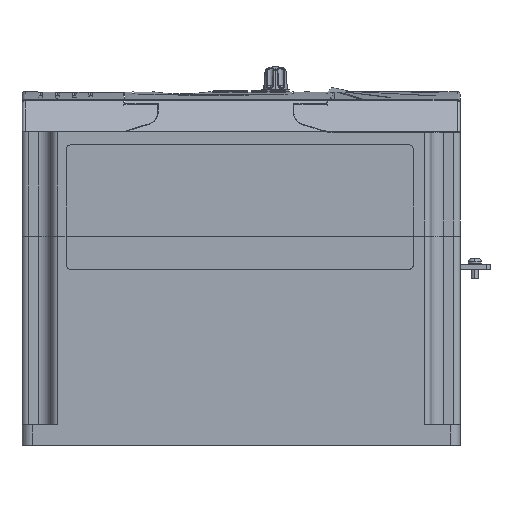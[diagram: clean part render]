
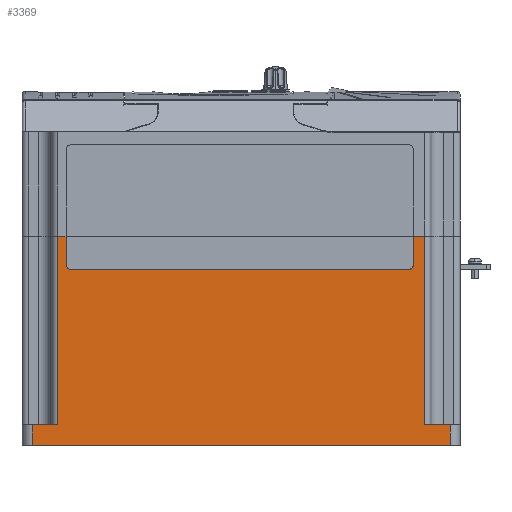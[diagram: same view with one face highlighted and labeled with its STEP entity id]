
A CAD part, left-side view. The second image highlights one B-rep face of the part: STEP entity #3369.
In plain terms, the highlighted planar face has unit normal (-1, 0, 0).
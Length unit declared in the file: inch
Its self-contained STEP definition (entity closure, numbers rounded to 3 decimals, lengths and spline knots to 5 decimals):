
#291 = CARTESIAN_POINT ( 'NONE',  ( -2.46, 3.625, -3.00547 ) ) ;
#326 = DIRECTION ( 'NONE',  ( 0., 0., -1. ) ) ;
#655 = CARTESIAN_POINT ( 'NONE',  ( -2.46, 3.625, 1.13 ) ) ;
#815 = LINE ( 'NONE', #37863, #24387 ) ;
#1289 = DIRECTION ( 'NONE',  ( 0., 0., 1. ) ) ;
#1338 = DIRECTION ( 'NONE',  ( 0., 0., -1. ) ) ;
#1865 = DIRECTION ( 'NONE',  ( 0., 0., -1. ) ) ;
#1934 = ORIENTED_EDGE ( 'NONE', *, *, #17271, .T. ) ;
#2397 = LINE ( 'NONE', #6870, #34082 ) ;
#2916 = VERTEX_POINT ( 'NONE', #4602 ) ;
#3023 = VECTOR ( 'NONE', #4275, 39.37008 ) ;
#3369 = ADVANCED_FACE ( 'NONE', ( #32514 ), #26176, .F. ) ;
#3814 = ORIENTED_EDGE ( 'NONE', *, *, #7385, .T. ) ;
#3943 = EDGE_CURVE ( 'NONE', #6675, #5947, #33471, .T. ) ;
#4030 = VECTOR ( 'NONE', #29424, 39.37008 ) ;
#4275 = DIRECTION ( 'NONE',  ( 0., 0., -1. ) ) ;
#4342 = EDGE_LOOP ( 'NONE', ( #38789, #30655, #14382, #18539, #36939, #36041, #28425, #12765, #11161, #16036, #20742, #33702, #4714, #13370, #3814, #1934, #11333, #25123 ) ) ;
#4564 = VECTOR ( 'NONE', #37822, 39.37008 ) ;
#4602 = CARTESIAN_POINT ( 'NONE',  ( -2.46, 3.625, -2.6 ) ) ;
#4714 = ORIENTED_EDGE ( 'NONE', *, *, #29494, .F. ) ;
#5263 = VECTOR ( 'NONE', #6489, 39.37008 ) ;
#5385 = EDGE_CURVE ( 'NONE', #30865, #35499, #36692, .T. ) ;
#5947 = VERTEX_POINT ( 'NONE', #39037 ) ;
#6177 = CARTESIAN_POINT ( 'NONE',  ( -2.46, 4.33, -3.00547 ) ) ;
#6489 = DIRECTION ( 'NONE',  ( 0., 1., 0. ) ) ;
#6531 = DIRECTION ( 'NONE',  ( 0., 0., -1. ) ) ;
#6675 = VERTEX_POINT ( 'NONE', #31037 ) ;
#6752 = VECTOR ( 'NONE', #15028, 39.37008 ) ;
#6870 = CARTESIAN_POINT ( 'NONE',  ( -2.46, -3.40487, -3.00547 ) ) ;
#7113 = CARTESIAN_POINT ( 'NONE',  ( -2.46, -3.75, -3.00447 ) ) ;
#7385 = EDGE_CURVE ( 'NONE', #2916, #36979, #19962, .T. ) ;
#7924 = EDGE_CURVE ( 'NONE', #27862, #21677, #8387, .T. ) ;
#7983 = CARTESIAN_POINT ( 'NONE',  ( -2.46, 3.35955, 0.4695 ) ) ;
#8387 = LINE ( 'NONE', #14740, #24704 ) ;
#9102 = VECTOR ( 'NONE', #13196, 39.37008 ) ;
#9270 = EDGE_CURVE ( 'NONE', #9681, #18553, #11193, .T. ) ;
#9340 = LINE ( 'NONE', #21873, #17494 ) ;
#9681 = VERTEX_POINT ( 'NONE', #32140 ) ;
#9720 = CARTESIAN_POINT ( 'NONE',  ( -2.46, -3.75, -3.00547 ) ) ;
#10016 = CARTESIAN_POINT ( 'NONE',  ( -2.46, -4.13, -2.6 ) ) ;
#10198 = CARTESIAN_POINT ( 'NONE',  ( -2.46, 4.33, -2.6 ) ) ;
#10320 = EDGE_CURVE ( 'NONE', #25018, #18613, #31253, .T. ) ;
#10511 = CARTESIAN_POINT ( 'NONE',  ( -2.46, -3.625, -2.6 ) ) ;
#10765 = CARTESIAN_POINT ( 'NONE',  ( -2.46, 4.33, -3.00547 ) ) ;
#11161 = ORIENTED_EDGE ( 'NONE', *, *, #10320, .T. ) ;
#11193 = LINE ( 'NONE', #13416, #3023 ) ;
#11333 = ORIENTED_EDGE ( 'NONE', *, *, #26165, .F. ) ;
#12001 = CARTESIAN_POINT ( 'NONE',  ( -2.46, 4.33, 1.13 ) ) ;
#12170 = LINE ( 'NONE', #12001, #35695 ) ;
#12588 = AXIS2_PLACEMENT_3D ( 'NONE', #38153, #19773, #1338 ) ;
#12765 = ORIENTED_EDGE ( 'NONE', *, *, #35406, .F. ) ;
#12811 = LINE ( 'NONE', #6177, #20005 ) ;
#12959 = CARTESIAN_POINT ( 'NONE',  ( -2.46, -4.13, -3.00447 ) ) ;
#13196 = DIRECTION ( 'NONE',  ( 0., 0., 1. ) ) ;
#13370 = ORIENTED_EDGE ( 'NONE', *, *, #28419, .T. ) ;
#13416 = CARTESIAN_POINT ( 'NONE',  ( -2.46, 3.75, -3.00547 ) ) ;
#14104 = CARTESIAN_POINT ( 'NONE',  ( -2.46, -3.75, -3.00547 ) ) ;
#14145 = EDGE_CURVE ( 'NONE', #21248, #25748, #27159, .T. ) ;
#14382 = ORIENTED_EDGE ( 'NONE', *, *, #20076, .F. ) ;
#14506 = VERTEX_POINT ( 'NONE', #22434 ) ;
#14740 = CARTESIAN_POINT ( 'NONE',  ( -2.46, 4.33, 1.13 ) ) ;
#15028 = DIRECTION ( 'NONE',  ( 0., 0., 1. ) ) ;
#16036 = ORIENTED_EDGE ( 'NONE', *, *, #27065, .T. ) ;
#16173 = CARTESIAN_POINT ( 'NONE',  ( -2.46, -4.13, -3.00547 ) ) ;
#17033 = CARTESIAN_POINT ( 'NONE',  ( -2.46, 3.45955, 1.13 ) ) ;
#17260 = LINE ( 'NONE', #31569, #9102 ) ;
#17271 = EDGE_CURVE ( 'NONE', #36979, #14506, #9340, .T. ) ;
#17494 = VECTOR ( 'NONE', #326, 39.37008 ) ;
#18535 = LINE ( 'NONE', #291, #33878 ) ;
#18539 = ORIENTED_EDGE ( 'NONE', *, *, #29708, .T. ) ;
#18553 = VERTEX_POINT ( 'NONE', #23540 ) ;
#18613 = VERTEX_POINT ( 'NONE', #24491 ) ;
#18996 = VECTOR ( 'NONE', #38827, 39.37008 ) ;
#19643 = VERTEX_POINT ( 'NONE', #17033 ) ;
#19705 = DIRECTION ( 'NONE',  ( 1., 0., 0. ) ) ;
#19773 = DIRECTION ( 'NONE',  ( 1., 0., 0. ) ) ;
#19962 = LINE ( 'NONE', #10198, #4564 ) ;
#20002 = CARTESIAN_POINT ( 'NONE',  ( -2.46, -3.40487, 0.5695 ) ) ;
#20005 = VECTOR ( 'NONE', #27658, 39.37008 ) ;
#20076 = EDGE_CURVE ( 'NONE', #26934, #35499, #28789, .T. ) ;
#20304 = DIRECTION ( 'NONE',  ( 1., 0., 0. ) ) ;
#20469 = CARTESIAN_POINT ( 'NONE',  ( -2.46, 4.33, -2.6 ) ) ;
#20742 = ORIENTED_EDGE ( 'NONE', *, *, #3943, .T. ) ;
#21248 = VERTEX_POINT ( 'NONE', #10511 ) ;
#21677 = VERTEX_POINT ( 'NONE', #31548 ) ;
#21873 = CARTESIAN_POINT ( 'NONE',  ( -2.46, 4.13, -3.00547 ) ) ;
#22271 = CARTESIAN_POINT ( 'NONE',  ( -2.46, -3.40487, 1.13 ) ) ;
#22434 = CARTESIAN_POINT ( 'NONE',  ( -2.46, 4.13, -3.00447 ) ) ;
#22939 = DIRECTION ( 'NONE',  ( 0., 1., 0. ) ) ;
#23043 = LINE ( 'NONE', #39592, #6752 ) ;
#23540 = CARTESIAN_POINT ( 'NONE',  ( -2.46, 3.75, -3.00547 ) ) ;
#23781 = VECTOR ( 'NONE', #29458, 39.37008 ) ;
#24387 = VECTOR ( 'NONE', #22939, 39.37008 ) ;
#24491 = CARTESIAN_POINT ( 'NONE',  ( -2.46, -3.30487, 0.4695 ) ) ;
#24704 = VECTOR ( 'NONE', #36209, 39.37008 ) ;
#24861 = CARTESIAN_POINT ( 'NONE',  ( -2.46, 4.33, -3.00447 ) ) ;
#25018 = VERTEX_POINT ( 'NONE', #20002 ) ;
#25123 = ORIENTED_EDGE ( 'NONE', *, *, #9270, .T. ) ;
#25373 = EDGE_CURVE ( 'NONE', #5947, #19643, #23043, .T. ) ;
#25748 = VERTEX_POINT ( 'NONE', #10016 ) ;
#25815 = AXIS2_PLACEMENT_3D ( 'NONE', #38103, #19705, #1289 ) ;
#26165 = EDGE_CURVE ( 'NONE', #9681, #14506, #815, .T. ) ;
#26176 = PLANE ( 'NONE',  #30711 ) ;
#26934 = VERTEX_POINT ( 'NONE', #12959 ) ;
#27065 = EDGE_CURVE ( 'NONE', #18613, #6675, #30976, .T. ) ;
#27159 = LINE ( 'NONE', #20469, #18996 ) ;
#27466 = DIRECTION ( 'NONE',  ( 0., -1., 0. ) ) ;
#27658 = DIRECTION ( 'NONE',  ( 0., -1., 0. ) ) ;
#27862 = VERTEX_POINT ( 'NONE', #22271 ) ;
#28318 = DIRECTION ( 'NONE',  ( 0., 0., 1. ) ) ;
#28419 = EDGE_CURVE ( 'NONE', #37230, #2916, #18535, .T. ) ;
#28425 = ORIENTED_EDGE ( 'NONE', *, *, #7924, .F. ) ;
#28511 = DIRECTION ( 'NONE',  ( 0., 0., 1. ) ) ;
#28789 = LINE ( 'NONE', #24861, #5263 ) ;
#28967 = VECTOR ( 'NONE', #28511, 39.37008 ) ;
#29424 = DIRECTION ( 'NONE',  ( 0., 0., 1. ) ) ;
#29458 = DIRECTION ( 'NONE',  ( 0., 1., 0. ) ) ;
#29494 = EDGE_CURVE ( 'NONE', #37230, #19643, #12170, .T. ) ;
#29708 = EDGE_CURVE ( 'NONE', #26934, #25748, #37152, .T. ) ;
#30655 = ORIENTED_EDGE ( 'NONE', *, *, #5385, .T. ) ;
#30711 = AXIS2_PLACEMENT_3D ( 'NONE', #10765, #20304, #1865 ) ;
#30865 = VERTEX_POINT ( 'NONE', #9720 ) ;
#30917 = EDGE_CURVE ( 'NONE', #21248, #21677, #17260, .T. ) ;
#30976 = LINE ( 'NONE', #7983, #23781 ) ;
#31037 = CARTESIAN_POINT ( 'NONE',  ( -2.46, 3.35955, 0.4695 ) ) ;
#31253 = CIRCLE ( 'NONE', #12588, 0.1 ) ;
#31548 = CARTESIAN_POINT ( 'NONE',  ( -2.46, -3.625, 1.13 ) ) ;
#31569 = CARTESIAN_POINT ( 'NONE',  ( -2.46, -3.625, -3.00547 ) ) ;
#32140 = CARTESIAN_POINT ( 'NONE',  ( -2.46, 3.75, -3.00447 ) ) ;
#32514 = FACE_OUTER_BOUND ( 'NONE', #4342, .T. ) ;
#32566 = EDGE_CURVE ( 'NONE', #18553, #30865, #12811, .T. ) ;
#33030 = CARTESIAN_POINT ( 'NONE',  ( -2.46, 4.13, -2.6 ) ) ;
#33471 = CIRCLE ( 'NONE', #25815, 0.1 ) ;
#33702 = ORIENTED_EDGE ( 'NONE', *, *, #25373, .T. ) ;
#33878 = VECTOR ( 'NONE', #6531, 39.37008 ) ;
#34082 = VECTOR ( 'NONE', #28318, 39.37008 ) ;
#35406 = EDGE_CURVE ( 'NONE', #25018, #27862, #2397, .T. ) ;
#35499 = VERTEX_POINT ( 'NONE', #7113 ) ;
#35695 = VECTOR ( 'NONE', #27466, 39.37008 ) ;
#36041 = ORIENTED_EDGE ( 'NONE', *, *, #30917, .T. ) ;
#36209 = DIRECTION ( 'NONE',  ( 0., -1., 0. ) ) ;
#36692 = LINE ( 'NONE', #14104, #4030 ) ;
#36939 = ORIENTED_EDGE ( 'NONE', *, *, #14145, .F. ) ;
#36979 = VERTEX_POINT ( 'NONE', #33030 ) ;
#37152 = LINE ( 'NONE', #16173, #28967 ) ;
#37230 = VERTEX_POINT ( 'NONE', #655 ) ;
#37822 = DIRECTION ( 'NONE',  ( 0., 1., 0. ) ) ;
#37863 = CARTESIAN_POINT ( 'NONE',  ( -2.46, 4.33, -3.00447 ) ) ;
#38103 = CARTESIAN_POINT ( 'NONE',  ( -2.46, 3.35955, 0.5695 ) ) ;
#38153 = CARTESIAN_POINT ( 'NONE',  ( -2.46, -3.30487, 0.5695 ) ) ;
#38789 = ORIENTED_EDGE ( 'NONE', *, *, #32566, .T. ) ;
#38827 = DIRECTION ( 'NONE',  ( 0., -1., 0. ) ) ;
#39037 = CARTESIAN_POINT ( 'NONE',  ( -2.46, 3.45955, 0.5695 ) ) ;
#39592 = CARTESIAN_POINT ( 'NONE',  ( -2.46, 3.45955, 2.83615 ) ) ;
